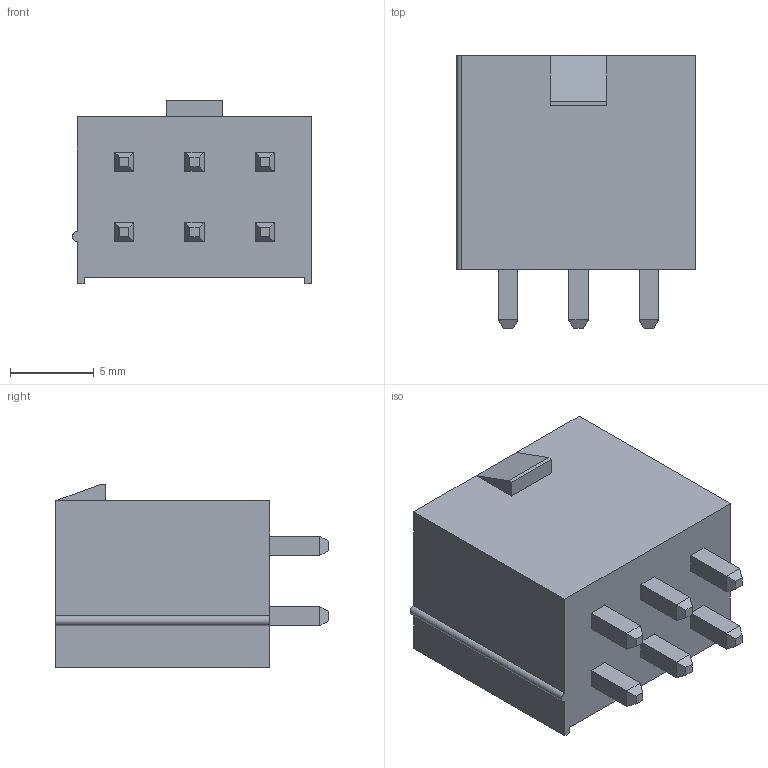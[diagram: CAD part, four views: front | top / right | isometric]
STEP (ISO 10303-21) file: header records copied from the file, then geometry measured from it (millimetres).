
FILE_DESCRIPTION (( 'STEP AP214' ), '1' );
FILE_NAME ('User Library-MF 6 718-206-SQ.STEP', '2018-11-16T09:47:36', ( '' ), ( '' ), 'SwSTEP 2.0', 'SolidWorks 2018', '' );
FILE_SCHEMA (( 'AUTOMOTIVE_DESIGN' ));
Length unit declared in the file: millimetre
Products named in the file (1): User Library-MF 6 718-206-SQ
Bounding box: 14.3 x 16.3 x 11 mm (x, y, z)
Volume: 1075.8 mm3; surface area: 2118.1 mm2
Topology: 7 solids, 7 shells, 161 faces, 373 edges, 232 vertices
Faces by surface type: plane 160, cylinder 1
Entity records: 4543 total; most frequent: CARTESIAN_POINT 767, ORIENTED_EDGE 746, DIRECTION 699, EDGE_CURVE 373, LINE 371, VECTOR 371, VERTEX_POINT 232, EDGE_LOOP 179
